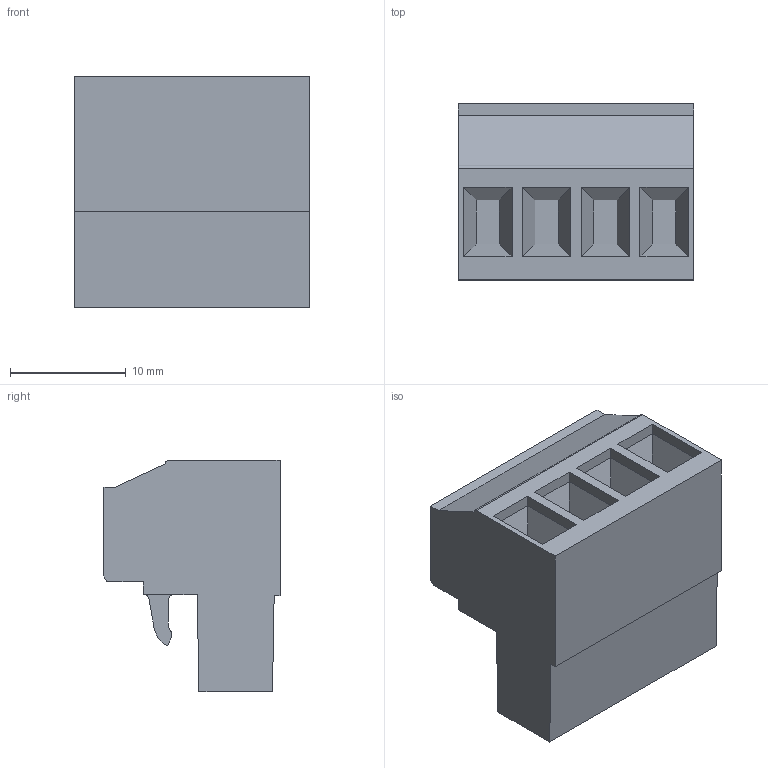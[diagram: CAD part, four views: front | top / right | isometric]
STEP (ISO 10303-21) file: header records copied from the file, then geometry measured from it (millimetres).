
FILE_DESCRIPTION(('CATIA V5 STEP','CAx-IF Rec.Pracs.--- Model Styling and Organization---1.2---2011-12-15'),'2;1');
FILE_NAME ('D1450569_0_1281960000_1281960000.stp','2018-09-01T15:17:05+00:00',('none'),('Weidmueller'),'CATIA Version 5-6 Release 2014','CATIA V5 STEP AP214','none');
FILE_SCHEMA(('AUTOMOTIVE_DESIGN { 1 0 10303 214 1 1 1 1 }'));
Length unit declared in the file: millimetre
Products named in the file (1): 1281960000
Bounding box: 20.32 x 15.2 x 20 mm (x, y, z)
Volume: 3934.4 mm3; surface area: 2373.1 mm2
Topology: 1 solids, 1 shells, 138 faces, 352 edges, 228 vertices
Faces by surface type: plane 118, cylinder 20
Entity records: 3816 total; most frequent: CARTESIAN_POINT 705, ORIENTED_EDGE 704, DIRECTION 504, EDGE_CURVE 352, VECTOR 280, LINE 280, VERTEX_POINT 228, EDGE_LOOP 150
